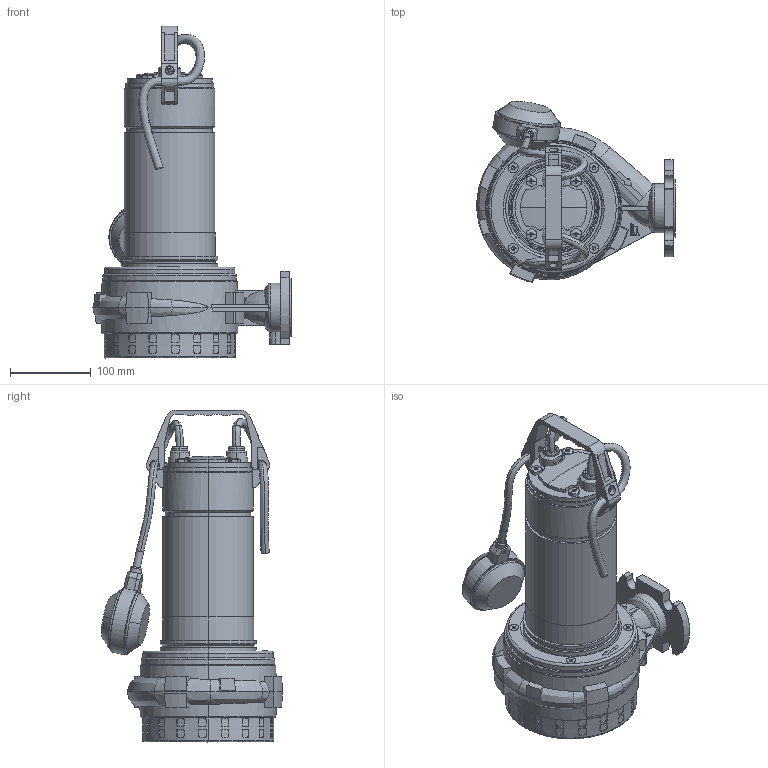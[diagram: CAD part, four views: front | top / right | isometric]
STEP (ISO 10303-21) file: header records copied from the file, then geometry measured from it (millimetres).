
FILE_DESCRIPTION (( 'STEP AP203' ), '1' );
FILE_NAME ('10018172swa00.step', '2023-06-20T14:44:25', ( '' ), ( '' ), 'SwSTEP 2.0', 'SolidWorks 2020', '' );
FILE_SCHEMA (( 'CONFIG_CONTROL_DESIGN' ));
Length unit declared in the file: millimetre
Products named in the file (3): 10018172swa00; Copia di Copia di 3_92_128_semplificato^10018172swa00_Cavo singolo; Copia di 4_93_581_04_REV00^10018172swa00
Assembly tree (2 placements, depth 2):
  10018172swa00
    Copia di 4_93_581_04_REV00^10018172swa00
    Copia di Copia di 3_92_128_semplificato^10018172swa00_Cavo singolo
Bounding box: 244.75 x 223.8 x 410.2 mm (x, y, z)
Volume: 5269678.3 mm3; surface area: 526903.5 mm2
Topology: 30 solids, 30 shells, 1449 faces, 3720 edges, 2411 vertices
Faces by surface type: plane 710, cylinder 473, cone 151, bspline 72, torus 23, sphere 20
Entity records: 82195 total; most frequent: CARTESIAN_POINT 47544, ORIENTED_EDGE 7420, DIRECTION 6750, EDGE_CURVE 3710, AXIS2_PLACEMENT_3D 2477, VERTEX_POINT 2411, VECTOR 1796, LINE 1796
